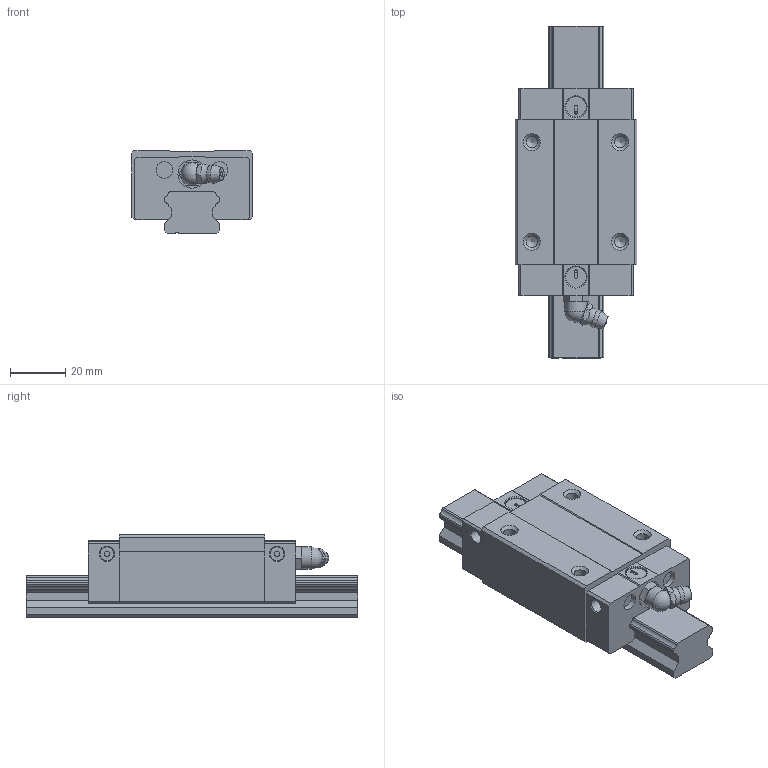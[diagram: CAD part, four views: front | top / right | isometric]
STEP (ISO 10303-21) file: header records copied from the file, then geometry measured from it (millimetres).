
FILE_DESCRIPTION( ( 'Unknown' ), '1' );
FILE_NAME( 'LMG20H.stp', 'Unknown', ( 'Unknown' ), ( 'Unknown' ), 'PSStep 17.0.49', 'Unknown', ' ' );
FILE_SCHEMA( ( 'AUTOMOTIVE_DESIGN { 1 0 10303 214 1 1 1 1 }' ) );
Length unit declared in the file: millimetre
Products named in the file (4): Assem1; LMG20H; LMG25H
Assembly tree (3 placements, depth 2):
  Assem1
    LMG20H
    LMG20H
    LMG25H
Bounding box: 44 x 120 x 30 mm (x, y, z)
Volume: 93829.1 mm3; surface area: 25384.3 mm2
Topology: 3 solids, 3 shells, 246 faces, 638 edges, 419 vertices
Faces by surface type: plane 135, cylinder 79, cone 22, torus 7, sphere 2, bspline 1
Full cylindrical faces by diameter (mm): 1 x2, 2 x4, 4.2 x4, 5 x4, 5.3 x2, 6 x7, 7.4 x2, 8 x1, 9.5 x2, 10.2 x2
Entity records: 9221 total; most frequent: CARTESIAN_POINT 1374, DIRECTION 1230, ORIENTED_EDGE 1116, EDGE_CURVE 558, AXIS2_PLACEMENT_3D 441, VERTEX_POINT 401, LINE 348, VECTOR 348
